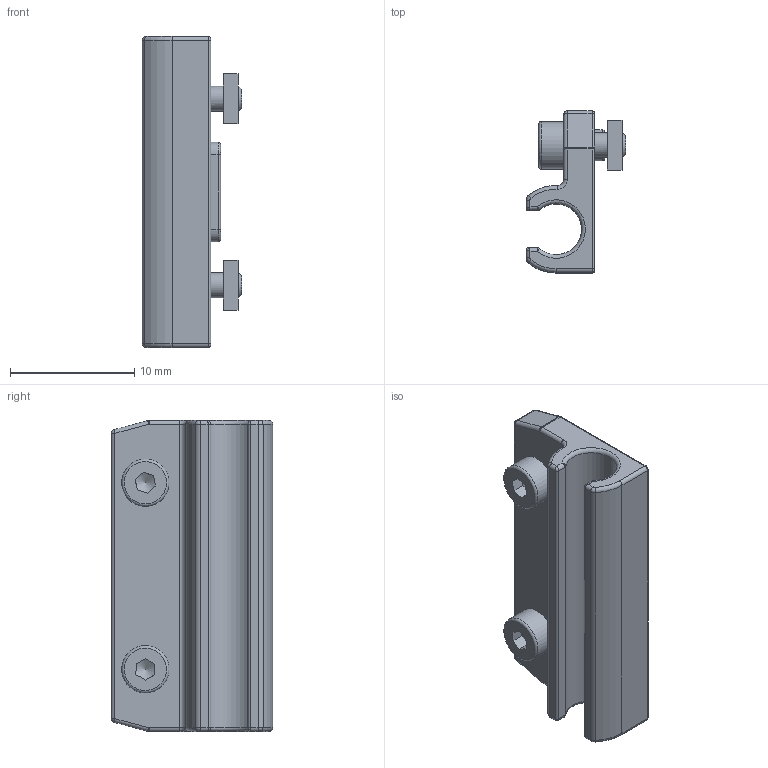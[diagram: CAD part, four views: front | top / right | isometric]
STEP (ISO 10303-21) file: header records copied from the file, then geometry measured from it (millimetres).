
FILE_DESCRIPTION(/* description */ (''),/* implementation_level */ '2;1');
FILE_NAME(/* name */ 'CAD_109101.stp',/* time_stamp */ '2021-01-19T10:36:32+01:00',/* author */ ('Hypex'),/* organization */ ('Hypex'),/* preprocessor_version */ 'ST-DEVELOPER v18',/* originating_system */ 'Autodesk Inventor 2020',/* authorisation */ '');
FILE_SCHEMA (('AUTOMOTIVE_DESIGN { 1 0 10303 214 3 1 1 }'));
Length unit declared in the file: millimetre
Products named in the file (1): CAD_109101
Bounding box: 8 x 13 x 25 mm (x, y, z)
Volume: 1017.2 mm3; surface area: 1387.9 mm2
Topology: 1 solids, 1 shells, 144 faces, 351 edges, 212 vertices
Faces by surface type: cylinder 51, plane 47, torus 22, bspline 18, cone 4, sphere 2
Full cylindrical faces by diameter (mm): 2 x4, 2.4 x2, 3.8 x2
Entity records: 4588 total; most frequent: CARTESIAN_POINT 1034, DIRECTION 747, ORIENTED_EDGE 682, EDGE_CURVE 341, AXIS2_PLACEMENT_3D 301, VERTEX_POINT 212, CIRCLE 166, EDGE_LOOP 157
